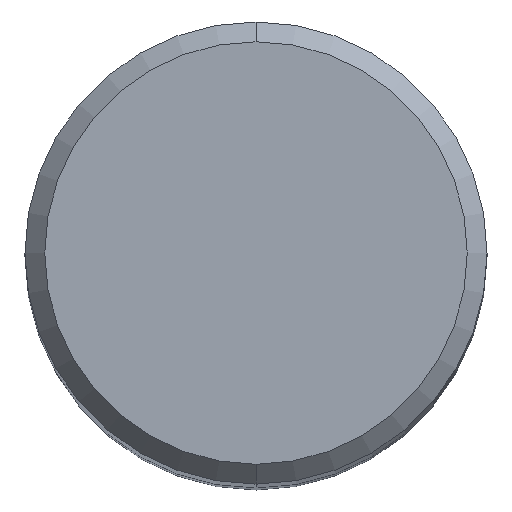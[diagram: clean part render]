
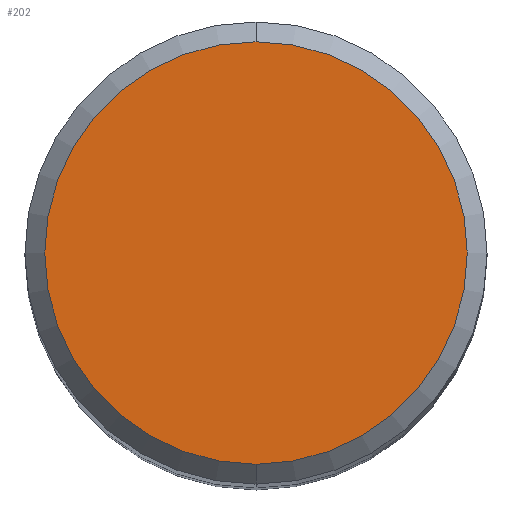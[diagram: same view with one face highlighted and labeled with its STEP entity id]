
A CAD part, top view. The second image highlights one B-rep face of the part: STEP entity #202.
In plain terms, the highlighted planar face has unit normal (0, 0, 1).
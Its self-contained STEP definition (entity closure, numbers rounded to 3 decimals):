
#202=ADVANCED_FACE('',(#505),#506,.T.);
#212=EDGE_CURVE('',#304,#300,#516,.T.);
#246=EDGE_CURVE('',#300,#304,#553,.T.);
#300=VERTEX_POINT('',#612);
#304=VERTEX_POINT('',#616);
#505=FACE_OUTER_BOUND('',#867,.T.);
#506=PLANE('',#868);
#516=CIRCLE('',#882,6.4);
#553=CIRCLE('',#981,6.4);
#612=CARTESIAN_POINT('',(0.,-6.4,0.0));
#616=CARTESIAN_POINT('',(0.0,6.4,0.0));
#867=EDGE_LOOP('',(#1515,#1516));
#868=AXIS2_PLACEMENT_3D('',#1517,#1518,#1519);
#882=AXIS2_PLACEMENT_3D('',#1524,#1525,#1526);
#981=AXIS2_PLACEMENT_3D('',#1561,#1562,#1563);
#1515=ORIENTED_EDGE('',*,*,#212,.F.);
#1516=ORIENTED_EDGE('',*,*,#246,.F.);
#1517=CARTESIAN_POINT('',(0.0,3.2,0.0));
#1518=DIRECTION('',(-0.0,0.0,1.0));
#1519=DIRECTION('',(0.0,-1.0,0.0));
#1524=CARTESIAN_POINT('',(0.0,0.0,0.0));
#1525=DIRECTION('',(0.0,0.0,-1.0));
#1526=DIRECTION('',(0.0,1.0,0.0));
#1561=CARTESIAN_POINT('',(0.0,0.0,0.0));
#1562=DIRECTION('',(0.0,0.0,-1.0));
#1563=DIRECTION('',(0.0,1.0,0.0));
